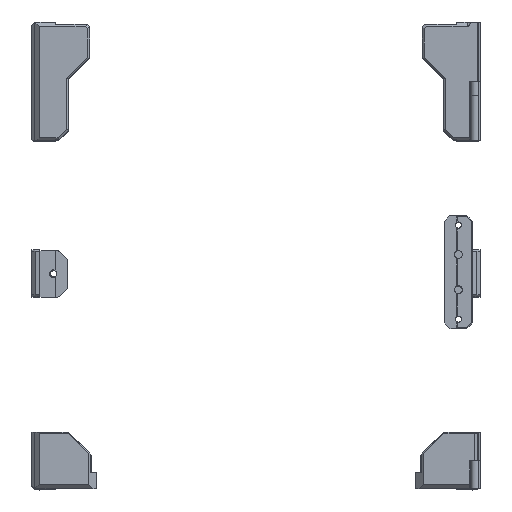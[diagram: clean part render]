
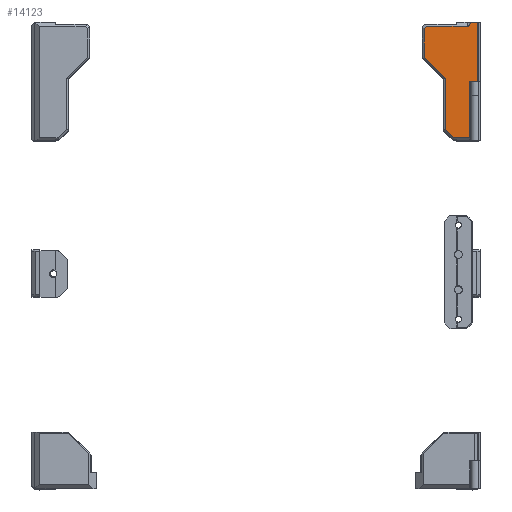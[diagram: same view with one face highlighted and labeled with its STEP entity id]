
A CAD part, top view. The second image highlights one B-rep face of the part: STEP entity #14123.
In plain terms, the highlighted face is planar.
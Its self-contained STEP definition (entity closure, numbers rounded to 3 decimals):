
#33=ELLIPSE('',#15511,2.333,1.65);
#1519=FACE_OUTER_BOUND('',#2327,.T.);
#2327=EDGE_LOOP('',(#12535,#12536,#12537,#12538,#12539,#12540,#12541,#12542,
#12543,#12544,#12545,#12546));
#3911=LINE('',#23329,#5566);
#3912=LINE('',#23331,#5567);
#3913=LINE('',#23333,#5568);
#3914=LINE('',#23335,#5569);
#3915=LINE('',#23337,#5570);
#3916=LINE('',#23341,#5571);
#3917=LINE('',#23343,#5572);
#3918=LINE('',#23345,#5573);
#3919=LINE('',#23347,#5574);
#3920=LINE('',#23349,#5575);
#3921=LINE('',#23350,#5576);
#5566=VECTOR('',#19300,1000.);
#5567=VECTOR('',#19301,1000.);
#5568=VECTOR('',#19302,1000.);
#5569=VECTOR('',#19303,1000.);
#5570=VECTOR('',#19304,1000.);
#5571=VECTOR('',#19307,1000.);
#5572=VECTOR('',#19308,1000.);
#5573=VECTOR('',#19309,1000.);
#5574=VECTOR('',#19310,1000.);
#5575=VECTOR('',#19311,1000.);
#5576=VECTOR('',#19312,1000.);
#6826=VERTEX_POINT('',#23327);
#6827=VERTEX_POINT('',#23328);
#6828=VERTEX_POINT('',#23330);
#6829=VERTEX_POINT('',#23332);
#6830=VERTEX_POINT('',#23334);
#6831=VERTEX_POINT('',#23336);
#6832=VERTEX_POINT('',#23338);
#6833=VERTEX_POINT('',#23340);
#6834=VERTEX_POINT('',#23342);
#6835=VERTEX_POINT('',#23344);
#6836=VERTEX_POINT('',#23346);
#6837=VERTEX_POINT('',#23348);
#8747=EDGE_CURVE('',#6826,#6827,#3911,.T.);
#8748=EDGE_CURVE('',#6827,#6828,#3912,.T.);
#8749=EDGE_CURVE('',#6828,#6829,#3913,.T.);
#8750=EDGE_CURVE('',#6829,#6830,#3914,.T.);
#8751=EDGE_CURVE('',#6831,#6830,#3915,.T.);
#8752=EDGE_CURVE('',#6831,#6832,#33,.T.);
#8753=EDGE_CURVE('',#6832,#6833,#3916,.T.);
#8754=EDGE_CURVE('',#6834,#6833,#3917,.T.);
#8755=EDGE_CURVE('',#6835,#6834,#3918,.T.);
#8756=EDGE_CURVE('',#6835,#6836,#3919,.T.);
#8757=EDGE_CURVE('',#6837,#6836,#3920,.T.);
#8758=EDGE_CURVE('',#6837,#6826,#3921,.T.);
#12535=ORIENTED_EDGE('',*,*,#8747,.T.);
#12536=ORIENTED_EDGE('',*,*,#8748,.T.);
#12537=ORIENTED_EDGE('',*,*,#8749,.T.);
#12538=ORIENTED_EDGE('',*,*,#8750,.T.);
#12539=ORIENTED_EDGE('',*,*,#8751,.F.);
#12540=ORIENTED_EDGE('',*,*,#8752,.T.);
#12541=ORIENTED_EDGE('',*,*,#8753,.T.);
#12542=ORIENTED_EDGE('',*,*,#8754,.F.);
#12543=ORIENTED_EDGE('',*,*,#8755,.F.);
#12544=ORIENTED_EDGE('',*,*,#8756,.T.);
#12545=ORIENTED_EDGE('',*,*,#8757,.F.);
#12546=ORIENTED_EDGE('',*,*,#8758,.T.);
#13356=PLANE('',#15510);
#14123=ADVANCED_FACE('',(#1519),#13356,.T.);
#15510=AXIS2_PLACEMENT_3D('',#23326,#19298,#19299);
#15511=AXIS2_PLACEMENT_3D('',#23339,#19305,#19306);
#19298=DIRECTION('center_axis',(-1.,0.,0.));
#19299=DIRECTION('ref_axis',(0.,1.,-0.001));
#19300=DIRECTION('',(0.,-1.,0.001));
#19301=DIRECTION('',(0.,0.001,1.));
#19302=DIRECTION('',(0.,-1.,0.001));
#19303=DIRECTION('',(0.,0.001,1.));
#19304=DIRECTION('',(0.,-1.,0.001));
#19305=DIRECTION('center_axis',(1.,0.,0.));
#19306=DIRECTION('ref_axis',(0.,0.001,
1.));
#19307=DIRECTION('',(0.,1.,-0.001));
#19308=DIRECTION('',(0.,-0.706,0.708));
#19309=DIRECTION('',(0.,0.001,1.));
#19310=DIRECTION('',(0.,-0.708,-0.706));
#19311=DIRECTION('',(0.,0.001,1.));
#19312=DIRECTION('',(0.,-0.708,-0.706));
#23326=CARTESIAN_POINT('Origin',(38.851,-233.48,397.884));
#23327=CARTESIAN_POINT('',(38.851,-220.117,336.271));
#23328=CARTESIAN_POINT('',(38.851,-228.638,336.279));
#23329=CARTESIAN_POINT('',(38.851,-233.537,336.284));
#23330=CARTESIAN_POINT('',(38.851,-228.61,366.379));
#23331=CARTESIAN_POINT('',(38.851,-228.639,334.868));
#23332=CARTESIAN_POINT('',(38.851,-232.744,366.383));
#23333=CARTESIAN_POINT('',(38.851,-232.644,366.383));
#23334=CARTESIAN_POINT('',(38.851,-232.715,397.883));
#23335=CARTESIAN_POINT('',(38.851,-232.715,397.883));
#23336=CARTESIAN_POINT('',(38.851,-228.814,397.879));
#23337=CARTESIAN_POINT('',(38.851,-232.615,397.883));
#23338=CARTESIAN_POINT('',(38.851,-227.166,395.557));
#23339=CARTESIAN_POINT('Origin',(38.851,-227.164,397.89));
#23340=CARTESIAN_POINT('',(38.851,-205.607,395.537));
#23341=CARTESIAN_POINT('',(38.851,-233.482,395.563));
#23342=CARTESIAN_POINT('',(38.851,-204.384,394.311));
#23343=CARTESIAN_POINT('',(38.851,-205.607,395.537));
#23344=CARTESIAN_POINT('',(38.851,-204.398,379.088));
#23345=CARTESIAN_POINT('',(38.851,-204.388,390.357));
#23346=CARTESIAN_POINT('',(38.851,-215.639,367.867));
#23347=CARTESIAN_POINT('',(38.851,-209.568,373.927));
#23348=CARTESIAN_POINT('',(38.851,-215.665,340.716));
#23349=CARTESIAN_POINT('',(38.851,-215.612,397.867));
#23350=CARTESIAN_POINT('',(38.851,-196.005,360.339));
